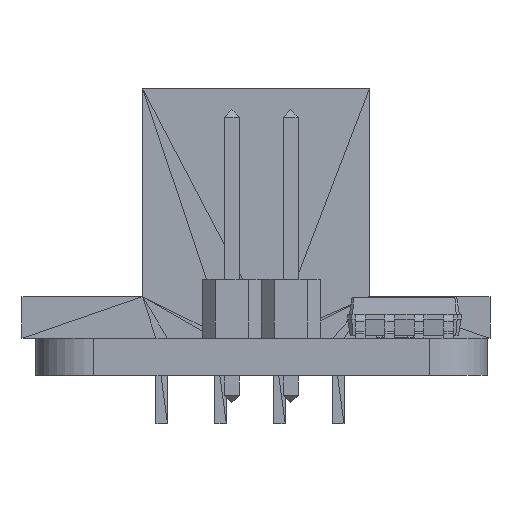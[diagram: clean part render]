
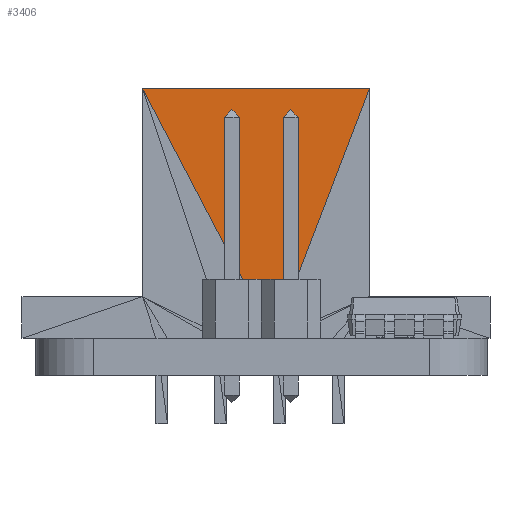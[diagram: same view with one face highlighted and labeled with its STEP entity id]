
A CAD part, left-side view. The second image highlights one B-rep face of the part: STEP entity #3406.
In plain terms, the highlighted planar face has unit normal (-1, 0, 0).
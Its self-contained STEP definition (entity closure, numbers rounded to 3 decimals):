
#1722 = VERTEX_POINT('',#1723);
#1723 = CARTESIAN_POINT('',(0.,4.9,10.8));
#1873 = EDGE_CURVE('',#1874,#1722,#1876,.T.);
#1874 = VERTEX_POINT('',#1875);
#1875 = CARTESIAN_POINT('',(0.,-4.9,10.8));
#1876 = LINE('',#1877,#1878);
#1877 = CARTESIAN_POINT('',(0.,-4.9,10.8));
#1878 = VECTOR('',#1879,1.);
#1879 = DIRECTION('',(0.,1.,0.));
#2250 = VERTEX_POINT('',#2251);
#2251 = CARTESIAN_POINT('',(0.,-0.76,0.));
#3396 = EDGE_CURVE('',#1874,#2250,#3397,.T.);
#3397 = LINE('',#3398,#3399);
#3398 = CARTESIAN_POINT('',(0.,-4.9,10.8));
#3399 = VECTOR('',#3400,1.);
#3400 = DIRECTION('',(0.,0.358,-0.934));
#3406 = ADVANCED_FACE('',(#3407),#3417,.F.);
#3407 = FACE_BOUND('',#3408,.T.);
#3408 = EDGE_LOOP('',(#3409,#3410,#3411));
#3409 = ORIENTED_EDGE('',*,*,#3396,.F.);
#3410 = ORIENTED_EDGE('',*,*,#1873,.T.);
#3411 = ORIENTED_EDGE('',*,*,#3412,.F.);
#3412 = EDGE_CURVE('',#2250,#1722,#3413,.T.);
#3413 = LINE('',#3414,#3415);
#3414 = CARTESIAN_POINT('',(0.,-0.76,0.));
#3415 = VECTOR('',#3416,1.);
#3416 = DIRECTION('',(0.,0.464,0.886));
#3417 = PLANE('',#3418);
#3418 = AXIS2_PLACEMENT_3D('',#3419,#3420,#3421);
#3419 = CARTESIAN_POINT('',(0.,-0.76,0.));
#3420 = DIRECTION('',(1.,0.,0.));
#3421 = DIRECTION('',(0.,0.,1.));
